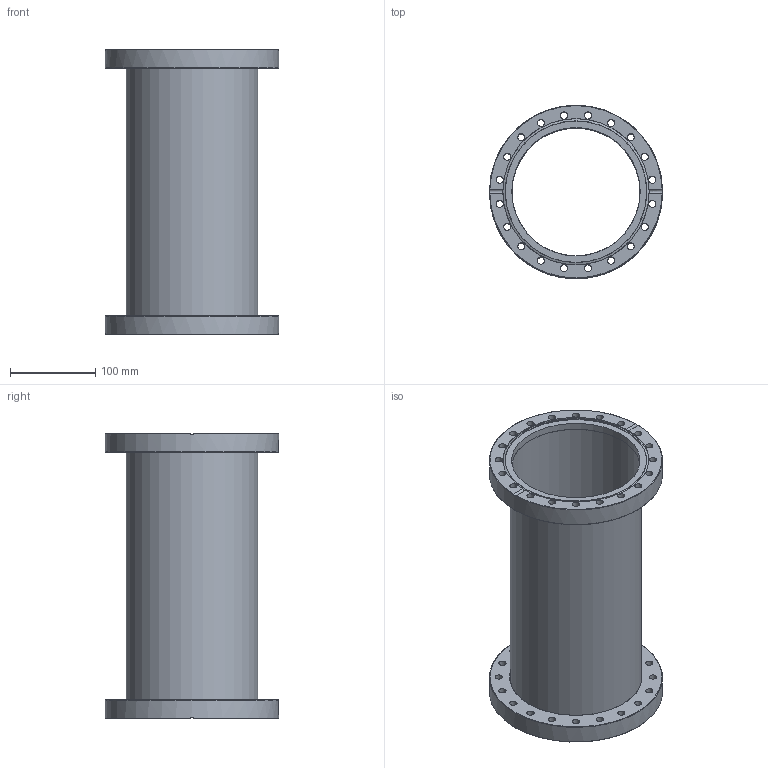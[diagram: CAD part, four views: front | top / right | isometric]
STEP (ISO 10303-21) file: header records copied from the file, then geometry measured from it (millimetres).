
FILE_DESCRIPTION((''),'2;1');
FILE_NAME('SC150-304.stp','2009-04-15T09:52:40',('hasers'),(''),'Autodesk Inventor 2008','Autodesk Inventor 2008','');
FILE_SCHEMA(('AUTOMOTIVE_DESIGN { 1 0 10303 214 1 1 1 1 }'));
Length unit declared in the file: millimetre
Products named in the file (3): SC150-304; CF-07 [Keywords [Summary]=1.4301][Company [Summary]=Vacom][Title [Summary]=F150B154]; Rohre [Subject [Summary]=normal][Keywords [Summary]=1.4301][Title [Summary]=154x2,0 (0,5m)]_1
Assembly tree (3 placements, depth 2):
  SC150-304
    CF-07 [Keywords [Summary]=1.4301][Company [Summary]=Vacom][Title [Summary]=F150B154]  x2
    Rohre [Subject [Summary]=normal][Keywords [Summary]=1.4301][Title [Summary]=154x2,0 (0,5m)]_1
Bounding box: 203 x 203 x 334 mm (x, y, z)
Volume: 856761.9 mm3; surface area: 429442.4 mm2
Topology: 3 solids, 3 shells, 78 faces, 243 edges, 173 vertices
Faces by surface type: bspline 42, cylinder 12, plane 12, torus 8, cone 4
Full cylindrical faces by diameter (mm): 150 x1, 150.5 x2, 154 x1, 154.5 x2, 171.4 x2, 203 x2
Entity records: 1653 total; most frequent: CARTESIAN_POINT 655, DIRECTION 176, ORIENTED_EDGE 144, EDGE_LOOP 116, AXIS2_PLACEMENT_3D 86, FACE_BOUND 75, EDGE_CURVE 72, VERTEX_POINT 66
